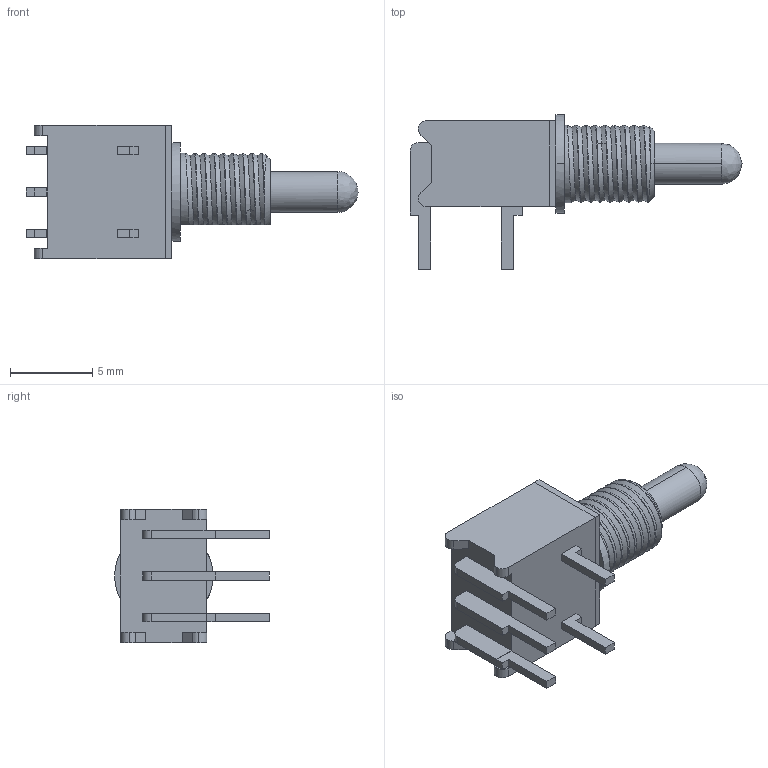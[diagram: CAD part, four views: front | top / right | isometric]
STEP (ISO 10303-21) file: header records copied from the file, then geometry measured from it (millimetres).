
FILE_DESCRIPTION (( 'STEP AP214' ), '1' );
FILE_NAME ('3-1437561-8.STEP', '2024-11-01T13:02:56', ( '' ), ( '' ), 'SwSTEP 2.0', 'SolidWorks 2021', '' );
FILE_SCHEMA (( 'AUTOMOTIVE_DESIGN' ));
Length unit declared in the file: millimetre
Products named in the file (1): 3-1437561-8
Bounding box: 20.22 x 9.42 x 8.13 mm (x, y, z)
Volume: 465.8 mm3; surface area: 693.6 mm2
Topology: 8 solids, 8 shells, 133 faces, 344 edges, 227 vertices
Faces by surface type: plane 84, cylinder 24, bspline 23, cone 2
Entity records: 8360 total; most frequent: CARTESIAN_POINT 5216, ORIENTED_EDGE 684, DIRECTION 515, EDGE_CURVE 342, VERTEX_POINT 227, LINE 225, VECTOR 225, AXIS2_PLACEMENT_3D 145
